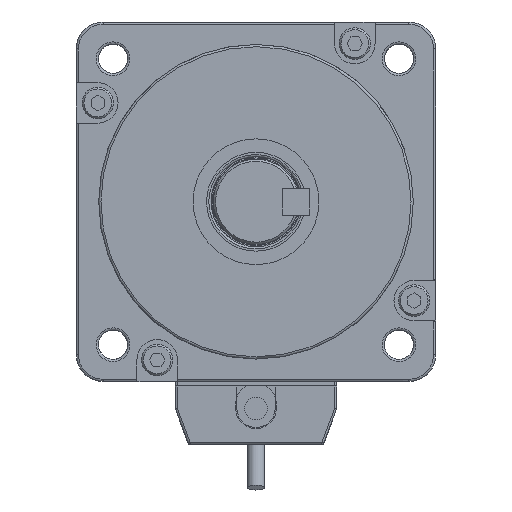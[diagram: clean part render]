
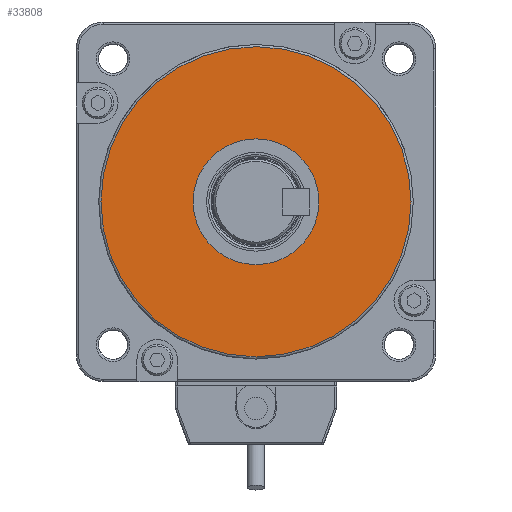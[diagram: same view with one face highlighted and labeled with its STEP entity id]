
A CAD part, front view. The second image highlights one B-rep face of the part: STEP entity #33808.
In plain terms, the highlighted planar face has unit normal (0, -1, 0).
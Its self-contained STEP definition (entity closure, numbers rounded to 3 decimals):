
#465=FACE_BOUND('',#3589,.T.);
#1691=FACE_OUTER_BOUND('',#3588,.T.);
#3588=EDGE_LOOP('',(#22672,#22673));
#3589=EDGE_LOOP('',(#22674,#22675));
#11712=CIRCLE('',#36128,34.5);
#11713=CIRCLE('',#36129,34.5);
#11715=CIRCLE('',#36132,14.);
#11716=CIRCLE('',#36133,14.);
#13511=VERTEX_POINT('',#51231);
#13512=VERTEX_POINT('',#51232);
#13513=VERTEX_POINT('',#51237);
#13514=VERTEX_POINT('',#51238);
#17019=EDGE_CURVE('',#13511,#13512,#11712,.T.);
#17020=EDGE_CURVE('',#13512,#13511,#11713,.T.);
#17022=EDGE_CURVE('',#13513,#13514,#11715,.T.);
#17023=EDGE_CURVE('',#13514,#13513,#11716,.T.);
#22672=ORIENTED_EDGE('',*,*,#17019,.T.);
#22673=ORIENTED_EDGE('',*,*,#17020,.T.);
#22674=ORIENTED_EDGE('',*,*,#17022,.T.);
#22675=ORIENTED_EDGE('',*,*,#17023,.T.);
#30747=PLANE('',#36131);
#33808=ADVANCED_FACE('',(#1691,#465),#30747,.T.);
#36128=AXIS2_PLACEMENT_3D('',#51233,#40758,#40759);
#36129=AXIS2_PLACEMENT_3D('',#51234,#40760,#40761);
#36131=AXIS2_PLACEMENT_3D('',#51236,#40764,#40765);
#36132=AXIS2_PLACEMENT_3D('',#51239,#40766,#40767);
#36133=AXIS2_PLACEMENT_3D('',#51240,#40768,#40769);
#40758=DIRECTION('center_axis',(0.,-1.,0.));
#40759=DIRECTION('ref_axis',(0.,0.,1.));
#40760=DIRECTION('center_axis',(0.,-1.,0.));
#40761=DIRECTION('ref_axis',(0.,0.,1.));
#40764=DIRECTION('center_axis',(0.,-1.,0.));
#40765=DIRECTION('ref_axis',(0.,0.,1.));
#40766=DIRECTION('center_axis',(0.,1.,0.));
#40767=DIRECTION('ref_axis',(0.,0.,-1.));
#40768=DIRECTION('center_axis',(0.,1.,0.));
#40769=DIRECTION('ref_axis',(0.,0.,-1.));
#51231=CARTESIAN_POINT('',(0.,-119.,-34.5));
#51232=CARTESIAN_POINT('',(-0.189,-119.,-34.499));
#51233=CARTESIAN_POINT('Origin',(0.,-119.,0.));
#51234=CARTESIAN_POINT('Origin',(0.,-119.,0.));
#51236=CARTESIAN_POINT('Origin',(0.,-119.,0.));
#51237=CARTESIAN_POINT('',(0.,-119.,14.));
#51238=CARTESIAN_POINT('',(0.,-119.,-14.));
#51239=CARTESIAN_POINT('Origin',(0.,-119.,0.));
#51240=CARTESIAN_POINT('Origin',(0.,-119.,0.));
